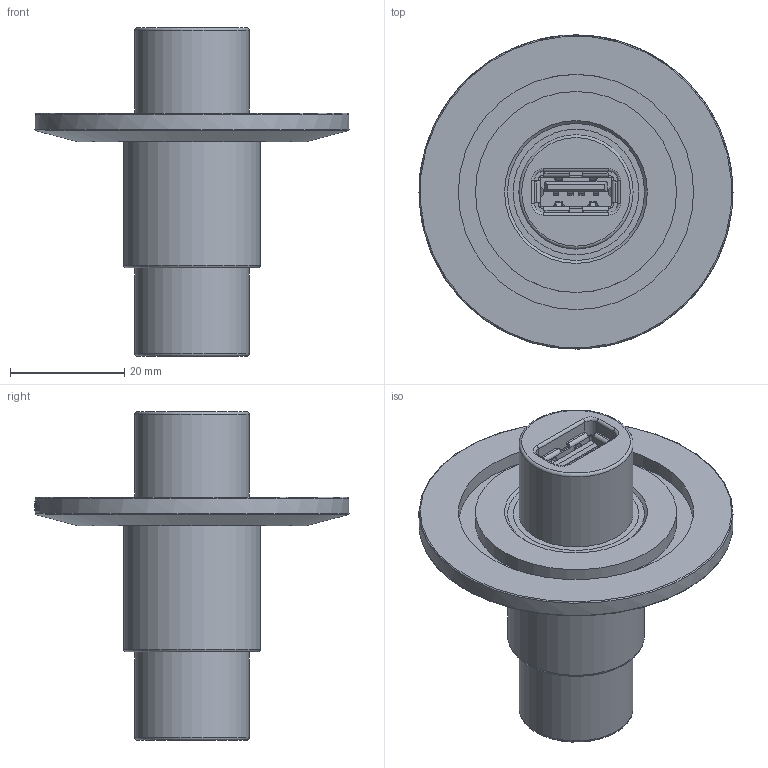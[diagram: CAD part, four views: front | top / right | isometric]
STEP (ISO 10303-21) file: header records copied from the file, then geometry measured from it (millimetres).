
FILE_DESCRIPTION (( 'STEP AP214' ), '1' );
FILE_NAME ('俋楷耀倰-C-KF40-1USB2-TE.STEP', '2024-08-14T05:40:07', ( '' ), ( '' ), 'SwSTEP 2.0', 'SolidWorks 2020', '' );
FILE_SCHEMA (( 'AUTOMOTIVE_DESIGN' ));
Length unit declared in the file: millimetre
Products named in the file (6): 俋楷耀倰-C-D24-USB2-A3; SHD-USB2-A3; 俋楷耀倰-C-KF40-1USB2-TE; c-1734366-1-c1-3d; FL-KF40-D24; 俋楷耀倰-FL-D24d176
Assembly tree (7 placements, depth 3):
  俋楷耀倰-C-KF40-1USB2-TE
    FL-KF40-D24
    俋楷耀倰-C-D24-USB2-A3
      俋楷耀倰-FL-D24d176
      c-1734366-1-c1-3d  x2
      SHD-USB2-A3  x2
Bounding box: 54.99 x 54.99 x 57.6 mm (x, y, z)
Volume: 23345.6 mm3; surface area: 16048 mm2
Topology: 6 solids, 6 shells, 793 faces, 1993 edges, 1245 vertices
Faces by surface type: plane 408, cylinder 201, bspline 144, torus 22, cone 18
Full cylindrical faces by diameter (mm): 17.6 x2, 20 x2, 22 x4, 24 x2, 35.2 x1, 41.2 x1, 55 x1
Entity records: 14787 total; most frequent: CARTESIAN_POINT 5090, ORIENTED_EDGE 2078, DIRECTION 1733, EDGE_CURVE 1039, VERTEX_POINT 676, VECTOR 639, LINE 639, AXIS2_PLACEMENT_3D 547
